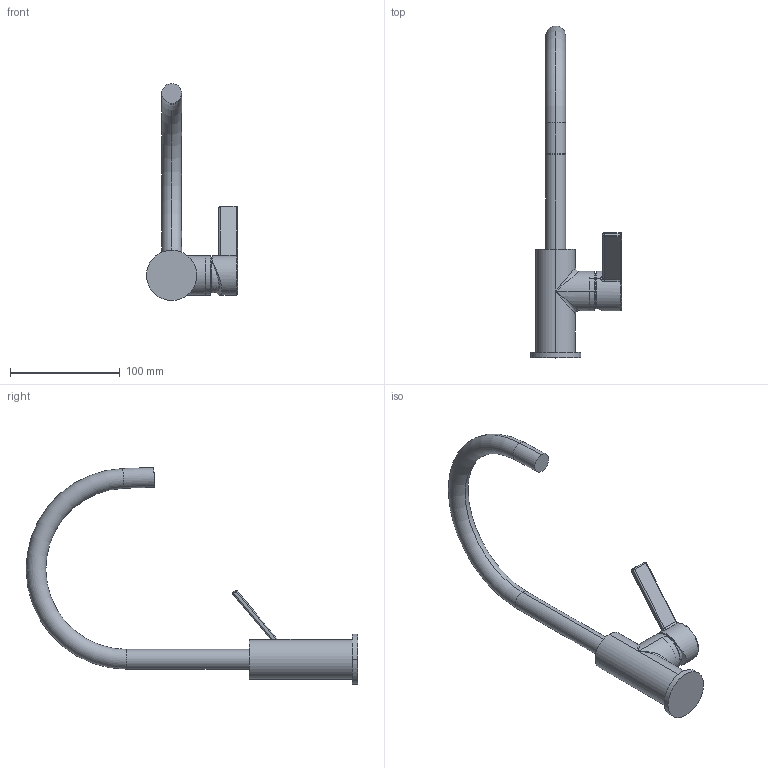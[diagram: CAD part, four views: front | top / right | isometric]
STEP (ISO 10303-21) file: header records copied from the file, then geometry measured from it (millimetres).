
FILE_DESCRIPTION (( 'STEP AP203' ), '1' );
FILE_NAME ('33805875-00.STEP', '2018-07-03T15:04:05', ( '' ), ( '' ), 'SwSTEP 2.0', 'SolidWorks 2017', '' );
FILE_SCHEMA (( 'CONFIG_CONTROL_DESIGN' ));
Length unit declared in the file: millimetre
Products named in the file (5): Planungsmodell_Rosette_rund-+-36.104.820-01_ _K3_46x5; Planungsmodell_Auslauf-+-04.28.22.062.00.94-01_ _K28_18x113,R82,5<88x28,2; 33805875-00; Planungsmodell_Hebel-+-09.20.88.051.94-01_-_K1; Planungsmodell_Koerper-+-09.19.88.020.90-01_ _K4_36x94_36x35,5x56
Assembly tree (4 placements, depth 2):
  33805875-00
    Planungsmodell_Koerper-+-09.19.88.020.90-01_ _K4_36x94_36x35,5x56
    Planungsmodell_Rosette_rund-+-36.104.820-01_ _K3_46x5
    Planungsmodell_Auslauf-+-04.28.22.062.00.94-01_ _K28_18x113,R82,5<88x28,2
    Planungsmodell_Hebel-+-09.20.88.051.94-01_-_K1
Bounding box: 82.99 x 302.59 x 197.93 mm (x, y, z)
Volume: 266252.2 mm3; surface area: 52641.6 mm2
Topology: 5 solids, 5 shells, 67 faces, 136 edges, 74 vertices
Faces by surface type: cylinder 27, plane 17, torus 14, bspline 5, sphere 4
Entity records: 2590 total; most frequent: CARTESIAN_POINT 706, DIRECTION 330, ORIENTED_EDGE 260, AXIS2_PLACEMENT_3D 146, EDGE_CURVE 130, CIRCLE 77, VERTEX_POINT 74, EDGE_LOOP 68
